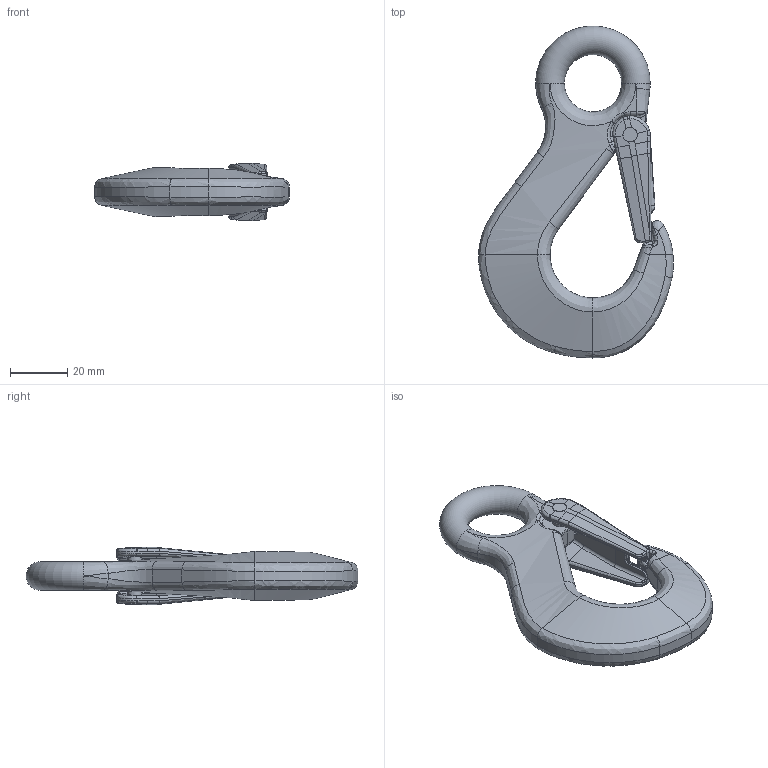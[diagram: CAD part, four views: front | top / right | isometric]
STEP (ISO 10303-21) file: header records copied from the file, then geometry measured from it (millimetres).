
FILE_DESCRIPTION(/* description */ (''),/* implementation_level */ '2;1');
FILE_NAME(/* name */ 'HSW 5-6',/* time_stamp */ '2009-07-15T10:53:36+02:00',/* author */ (''),/* organization */ (''),/* preprocessor_version */ 'ST-DEVELOPER v9',/* originating_system */ 'UGS - NX 4.0',/* authorisation */ '');
FILE_SCHEMA (('AUTOMOTIVE_DESIGN { 1 0 10303 214 1 1 1 1 }'));
Length unit declared in the file: millimetre
Products named in the file (1): rit8E13t4jz
Bounding box: 68.14 x 116 x 20 mm (x, y, z)
Volume: 44728.5 mm3; surface area: 14316.4 mm2
Topology: 2 solids, 2 shells, 342 faces, 836 edges, 482 vertices
Faces by surface type: bspline 168, cylinder 93, plane 70, torus 5, sphere 4, extrusion 2
Full cylindrical faces by diameter (mm): 5 x4
Entity records: 17379 total; most frequent: CARTESIAN_POINT 10666, ORIENTED_EDGE 1630, DIRECTION 1119, EDGE_CURVE 815, VERTEX_POINT 480, AXIS2_PLACEMENT_3D 450, EDGE_LOOP 351, ADVANCED_FACE 342
